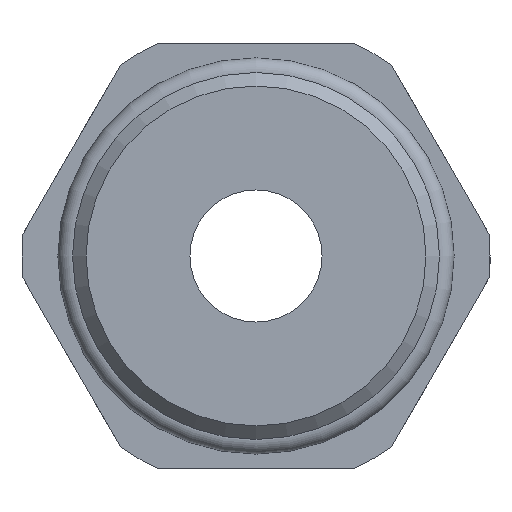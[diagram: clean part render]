
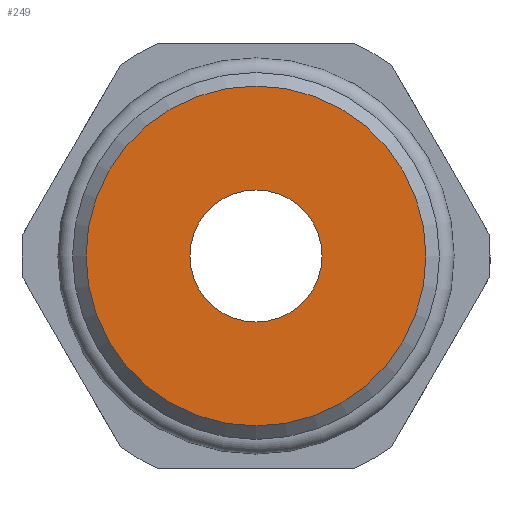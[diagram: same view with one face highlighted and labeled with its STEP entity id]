
A CAD part, left-side view. The second image highlights one B-rep face of the part: STEP entity #249.
In plain terms, the highlighted planar face has unit normal (-1, 0, 0).
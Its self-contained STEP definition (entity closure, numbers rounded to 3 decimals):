
#249 = ADVANCED_FACE( '', ( #523, #524 ), #525, .T. );
#523 = FACE_BOUND( '', #804, .T. );
#524 = FACE_OUTER_BOUND( '', #805, .T. );
#525 = PLANE( '', #806 );
#804 = EDGE_LOOP( '', ( #1443 ) );
#805 = EDGE_LOOP( '', ( #1444 ) );
#806 = AXIS2_PLACEMENT_3D( '', #1445, #1446, #1447 );
#1443 = ORIENTED_EDGE( '', *, *, #1805, .T. );
#1444 = ORIENTED_EDGE( '', *, *, #1802, .F. );
#1445 = CARTESIAN_POINT( '', ( 0., 11.58, 0. ) );
#1446 = DIRECTION( '', ( -1., 0., 0. ) );
#1447 = DIRECTION( '', ( 0., 0., 1. ) );
#1802 = EDGE_CURVE( '', #2196, #2196, #2197, .T. );
#1805 = EDGE_CURVE( '', #2201, #2201, #2202, .T. );
#2196 = VERTEX_POINT( '', #2784 );
#2197 = CIRCLE( '', #2785, 11.58 );
#2201 = VERTEX_POINT( '', #2789 );
#2202 = CIRCLE( '', #2790, 4.5 );
#2784 = CARTESIAN_POINT( '', ( 0., 0., -11.58 ) );
#2785 = AXIS2_PLACEMENT_3D( '', #3100, #3101, #3102 );
#2789 = CARTESIAN_POINT( '', ( 0., 0., -4.5 ) );
#2790 = AXIS2_PLACEMENT_3D( '', #3106, #3107, #3108 );
#3100 = CARTESIAN_POINT( '', ( 0., 0., 0. ) );
#3101 = DIRECTION( '', ( 1., 0., 0. ) );
#3102 = DIRECTION( '', ( 0., 0., -1. ) );
#3106 = CARTESIAN_POINT( '', ( 0., 0., 0. ) );
#3107 = DIRECTION( '', ( 1., 0., 0. ) );
#3108 = DIRECTION( '', ( 0., 0., -1. ) );
